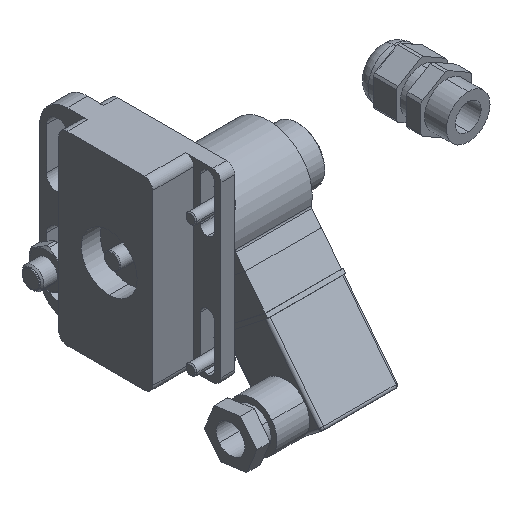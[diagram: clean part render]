
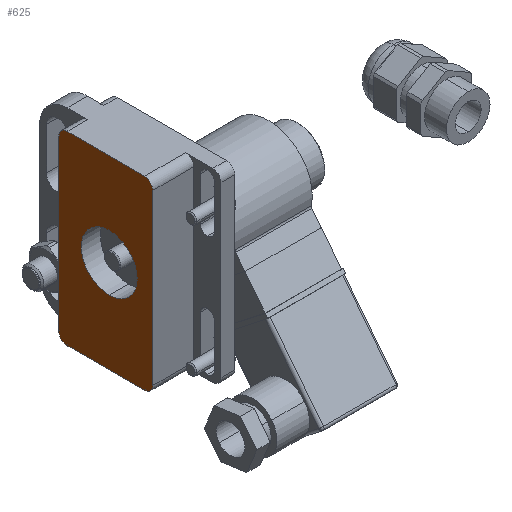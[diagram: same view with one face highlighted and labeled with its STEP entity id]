
A CAD part, isometric view. The second image highlights one B-rep face of the part: STEP entity #625.
In plain terms, the highlighted face is planar.
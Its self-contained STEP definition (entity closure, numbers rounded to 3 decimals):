
#625 = ADVANCED_FACE ( 'NONE', ( #16556, #15744 ), #6438, .T. ) ;
#659 = EDGE_LOOP ( 'NONE', ( #1323, #13965 ) ) ;
#1012 = VECTOR ( 'NONE', #9447, 1000. ) ;
#1101 = VECTOR ( 'NONE', #9058, 1000. ) ;
#1140 = CARTESIAN_POINT ( 'NONE',  ( 3., 41.5, -20. ) ) ;
#1323 = ORIENTED_EDGE ( 'NONE', *, *, #7422, .F. ) ;
#1365 = CIRCLE ( 'NONE', #5256, 3. ) ;
#1404 = CIRCLE ( 'NONE', #2972, 3. ) ;
#2048 = AXIS2_PLACEMENT_3D ( 'NONE', #14559, #11945, #2737 ) ;
#2113 = DIRECTION ( 'NONE',  ( 0., 0., -1. ) ) ;
#2714 = CIRCLE ( 'NONE', #10822, 3. ) ;
#2737 = DIRECTION ( 'NONE',  ( -1., 0., 0. ) ) ;
#2812 = ORIENTED_EDGE ( 'NONE', *, *, #9579, .T. ) ;
#2972 = AXIS2_PLACEMENT_3D ( 'NONE', #1140, #5010, #14268 ) ;
#4123 = EDGE_CURVE ( 'NONE', #6139, #16456, #1365, .T. ) ;
#4130 = CARTESIAN_POINT ( 'NONE',  ( 68., 13., -20. ) ) ;
#4873 = CARTESIAN_POINT ( 'NONE',  ( 44.25, 26., -20. ) ) ;
#5010 = DIRECTION ( 'NONE',  ( 0., 0., -1. ) ) ;
#5256 = AXIS2_PLACEMENT_3D ( 'NONE', #15620, #17078, #12976 ) ;
#5317 = LINE ( 'NONE', #15542, #7564 ) ;
#5449 = CARTESIAN_POINT ( 'NONE',  ( 0., 41.5, -20. ) ) ;
#5559 = ORIENTED_EDGE ( 'NONE', *, *, #9612, .T. ) ;
#5736 = CARTESIAN_POINT ( 'NONE',  ( 23.75, 26., -20. ) ) ;
#5968 = ORIENTED_EDGE ( 'NONE', *, *, #13685, .T. ) ;
#6139 = VERTEX_POINT ( 'NONE', #7120 ) ;
#6186 = VERTEX_POINT ( 'NONE', #5736 ) ;
#6408 = DIRECTION ( 'NONE',  ( 0., 0., -1. ) ) ;
#6438 = PLANE ( 'NONE',  #16954 ) ;
#6485 = VECTOR ( 'NONE', #9371, 1000. ) ;
#7120 = CARTESIAN_POINT ( 'NONE',  ( 3., 10., -20. ) ) ;
#7201 = VERTEX_POINT ( 'NONE', #5449 ) ;
#7401 = CARTESIAN_POINT ( 'NONE',  ( 65., 13., -20. ) ) ;
#7422 = EDGE_CURVE ( 'NONE', #8657, #6186, #7622, .T. ) ;
#7564 = VECTOR ( 'NONE', #8916, 1000. ) ;
#7622 = CIRCLE ( 'NONE', #2048, 10.25 ) ;
#7637 = DIRECTION ( 'NONE',  ( -1., 0., 0. ) ) ;
#7762 = CIRCLE ( 'NONE', #12393, 10.25 ) ;
#8285 = VERTEX_POINT ( 'NONE', #4130 ) ;
#8441 = CARTESIAN_POINT ( 'NONE',  ( 0., 13., -20. ) ) ;
#8497 = DIRECTION ( 'NONE',  ( -1., 0., 0. ) ) ;
#8570 = EDGE_CURVE ( 'NONE', #11297, #9955, #5317, .T. ) ;
#8657 = VERTEX_POINT ( 'NONE', #4873 ) ;
#8916 = DIRECTION ( 'NONE',  ( -1., 0., 0. ) ) ;
#9058 = DIRECTION ( 'NONE',  ( -1., 0., 0. ) ) ;
#9311 = DIRECTION ( 'NONE',  ( 0., 0., -1. ) ) ;
#9339 = ORIENTED_EDGE ( 'NONE', *, *, #15237, .T. ) ;
#9371 = DIRECTION ( 'NONE',  ( 0., -1., 0. ) ) ;
#9447 = DIRECTION ( 'NONE',  ( 0., 1., 0. ) ) ;
#9579 = EDGE_CURVE ( 'NONE', #17068, #6139, #11257, .T. ) ;
#9612 = EDGE_CURVE ( 'NONE', #7201, #9955, #1404, .T. ) ;
#9955 = VERTEX_POINT ( 'NONE', #10477 ) ;
#10032 = CIRCLE ( 'NONE', #10145, 3. ) ;
#10145 = AXIS2_PLACEMENT_3D ( 'NONE', #15546, #6408, #7637 ) ;
#10172 = LINE ( 'NONE', #12190, #6485 ) ;
#10477 = CARTESIAN_POINT ( 'NONE',  ( 3., 44.5, -20. ) ) ;
#10822 = AXIS2_PLACEMENT_3D ( 'NONE', #7401, #2113, #8497 ) ;
#10823 = CARTESIAN_POINT ( 'NONE',  ( 68., 0., -20. ) ) ;
#10847 = EDGE_CURVE ( 'NONE', #8285, #13802, #13841, .T. ) ;
#11023 = ORIENTED_EDGE ( 'NONE', *, *, #8570, .F. ) ;
#11113 = EDGE_LOOP ( 'NONE', ( #2812, #11133, #12798, #5559, #11023, #5968, #15312, #9339 ) ) ;
#11133 = ORIENTED_EDGE ( 'NONE', *, *, #4123, .T. ) ;
#11257 = LINE ( 'NONE', #12972, #1101 ) ;
#11297 = VERTEX_POINT ( 'NONE', #15165 ) ;
#11847 = CARTESIAN_POINT ( 'NONE',  ( 10., 49., -20. ) ) ;
#11945 = DIRECTION ( 'NONE',  ( 0., 0., -1. ) ) ;
#11947 = DIRECTION ( 'NONE',  ( -1., 0., 0. ) ) ;
#12190 = CARTESIAN_POINT ( 'NONE',  ( 0., 0., -20. ) ) ;
#12384 = CARTESIAN_POINT ( 'NONE',  ( 34., 26., -20. ) ) ;
#12393 = AXIS2_PLACEMENT_3D ( 'NONE', #12384, #15213, #12502 ) ;
#12502 = DIRECTION ( 'NONE',  ( -1., 0., 0. ) ) ;
#12798 = ORIENTED_EDGE ( 'NONE', *, *, #15523, .F. ) ;
#12972 = CARTESIAN_POINT ( 'NONE',  ( 68., 10., -20. ) ) ;
#12976 = DIRECTION ( 'NONE',  ( -1., 0., 0. ) ) ;
#13133 = CARTESIAN_POINT ( 'NONE',  ( 68., 41.5, -20. ) ) ;
#13190 = CARTESIAN_POINT ( 'NONE',  ( 65., 10., -20. ) ) ;
#13685 = EDGE_CURVE ( 'NONE', #11297, #13802, #10032, .T. ) ;
#13802 = VERTEX_POINT ( 'NONE', #13133 ) ;
#13841 = LINE ( 'NONE', #10823, #1012 ) ;
#13965 = ORIENTED_EDGE ( 'NONE', *, *, #16443, .F. ) ;
#14268 = DIRECTION ( 'NONE',  ( -1., 0., 0. ) ) ;
#14559 = CARTESIAN_POINT ( 'NONE',  ( 34., 26., -20. ) ) ;
#15165 = CARTESIAN_POINT ( 'NONE',  ( 65., 44.5, -20. ) ) ;
#15213 = DIRECTION ( 'NONE',  ( 0., 0., -1. ) ) ;
#15237 = EDGE_CURVE ( 'NONE', #8285, #17068, #2714, .T. ) ;
#15312 = ORIENTED_EDGE ( 'NONE', *, *, #10847, .F. ) ;
#15523 = EDGE_CURVE ( 'NONE', #7201, #16456, #10172, .T. ) ;
#15542 = CARTESIAN_POINT ( 'NONE',  ( 68., 44.5, -20. ) ) ;
#15546 = CARTESIAN_POINT ( 'NONE',  ( 65., 41.5, -20. ) ) ;
#15620 = CARTESIAN_POINT ( 'NONE',  ( 3., 13., -20. ) ) ;
#15744 = FACE_BOUND ( 'NONE', #659, .T. ) ;
#16443 = EDGE_CURVE ( 'NONE', #6186, #8657, #7762, .T. ) ;
#16456 = VERTEX_POINT ( 'NONE', #8441 ) ;
#16556 = FACE_OUTER_BOUND ( 'NONE', #11113, .T. ) ;
#16954 = AXIS2_PLACEMENT_3D ( 'NONE', #11847, #9311, #11947 ) ;
#17068 = VERTEX_POINT ( 'NONE', #13190 ) ;
#17078 = DIRECTION ( 'NONE',  ( 0., 0., -1. ) ) ;
